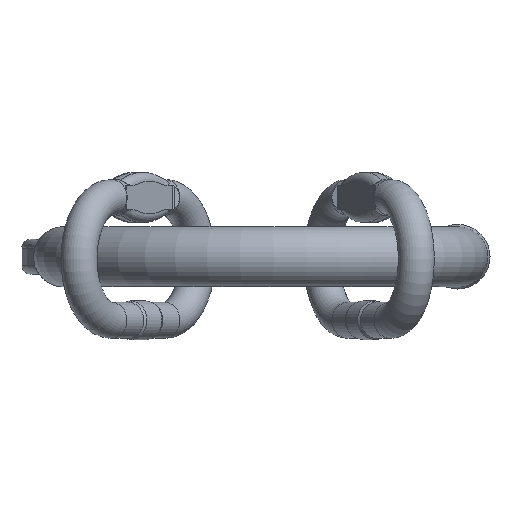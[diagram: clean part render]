
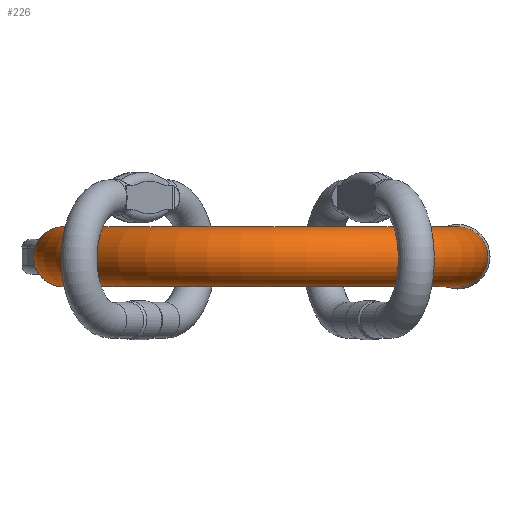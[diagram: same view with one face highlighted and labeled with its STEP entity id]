
A CAD part, front view. The second image highlights one B-rep face of the part: STEP entity #226.
In plain terms, the highlighted toroidal (fillet/blend) face has major radius 147.5 mm and minor radius 22.5 mm.
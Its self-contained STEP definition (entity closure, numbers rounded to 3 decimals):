
#204=TOROIDAL_SURFACE('',#1837,147.5,22.5);
#226=ADVANCED_FACE('',(#466,#467),#204,.T.);
#379=CIRCLE('',#1829,22.5);
#380=CIRCLE('',#1831,22.5);
#466=FACE_BOUND('',#520,.T.);
#467=FACE_BOUND('',#521,.T.);
#520=EDGE_LOOP('',(#828));
#521=EDGE_LOOP('',(#829));
#828=ORIENTED_EDGE('',*,*,#1503,.T.);
#829=ORIENTED_EDGE('',*,*,#1504,.F.);
#1335=VERTEX_POINT('',#2595);
#1336=VERTEX_POINT('',#2598);
#1503=EDGE_CURVE('',#1335,#1335,#379,.T.);
#1504=EDGE_CURVE('',#1336,#1336,#380,.T.);
#1829=AXIS2_PLACEMENT_3D('',#2594,#2032,#2033);
#1831=AXIS2_PLACEMENT_3D('',#2597,#2036,#2037);
#1837=AXIS2_PLACEMENT_3D('',#2607,#2048,#2049);
#2032=DIRECTION('',(0.,-1.,0.));
#2033=DIRECTION('',(0.,0.,1.));
#2036=DIRECTION('',(0.,1.,0.));
#2037=DIRECTION('',(0.,0.,1.));
#2048=DIRECTION('',(0.,0.,1.));
#2049=DIRECTION('',(1.,0.,0.));
#2594=CARTESIAN_POINT('',(-147.5,-125.,0.));
#2595=CARTESIAN_POINT('',(-147.5,-125.,22.5));
#2597=CARTESIAN_POINT('',(147.5,-125.,0.));
#2598=CARTESIAN_POINT('',(147.5,-125.,22.5));
#2607=CARTESIAN_POINT('',(0.,-125.,0.));
